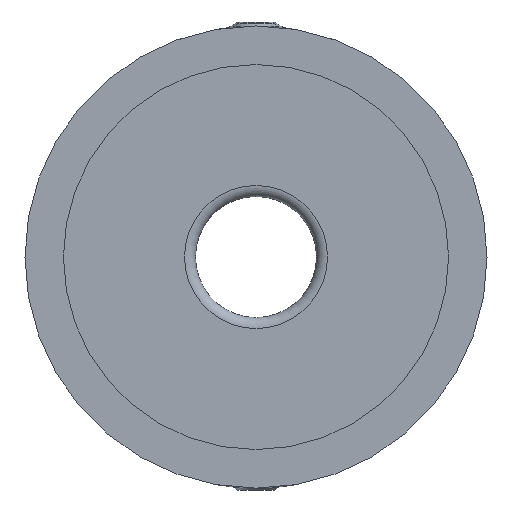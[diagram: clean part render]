
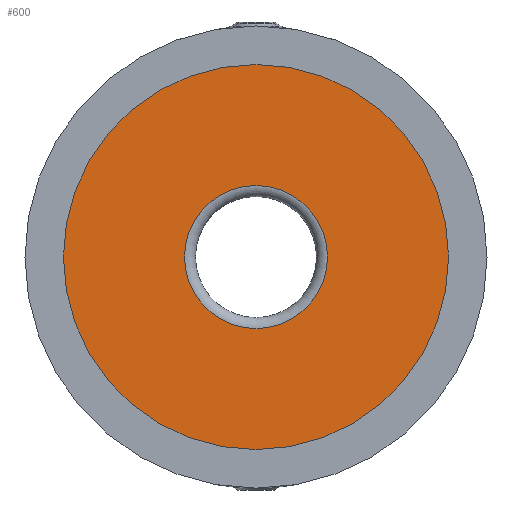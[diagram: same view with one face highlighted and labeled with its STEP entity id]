
A CAD part, front view. The second image highlights one B-rep face of the part: STEP entity #600.
In plain terms, the highlighted face is planar.
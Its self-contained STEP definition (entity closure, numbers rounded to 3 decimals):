
#62=PLANE('',#739);
#82=FACE_BOUND('',#160,.T.);
#115=FACE_OUTER_BOUND('',#159,.T.);
#159=EDGE_LOOP('',(#493));
#160=EDGE_LOOP('',(#494));
#253=CIRCLE('',#732,6.5);
#259=CIRCLE('',#740,17.5);
#299=VERTEX_POINT('',#1247);
#304=VERTEX_POINT('',#1261);
#365=EDGE_CURVE('',#299,#299,#253,.T.);
#372=EDGE_CURVE('',#304,#304,#259,.T.);
#493=ORIENTED_EDGE('',*,*,#372,.F.);
#494=ORIENTED_EDGE('',*,*,#365,.F.);
#600=ADVANCED_FACE('',(#115,#82),#62,.T.);
#732=AXIS2_PLACEMENT_3D('',#1248,#846,#847);
#739=AXIS2_PLACEMENT_3D('',#1260,#861,#862);
#740=AXIS2_PLACEMENT_3D('',#1262,#863,#864);
#846=DIRECTION('center_axis',(0.,1.,0.));
#847=DIRECTION('ref_axis',(-1.,0.,0.));
#861=DIRECTION('center_axis',(0.,1.,0.));
#862=DIRECTION('ref_axis',(0.,0.,1.));
#863=DIRECTION('center_axis',(0.,-1.,0.));
#864=DIRECTION('ref_axis',(1.,0.,0.));
#1247=CARTESIAN_POINT('',(0.,9.8,6.5));
#1248=CARTESIAN_POINT('Origin',(0.,9.8,0.));
#1260=CARTESIAN_POINT('Origin',(17.5,9.8,0.));
#1261=CARTESIAN_POINT('',(-17.5,9.8,0.));
#1262=CARTESIAN_POINT('Origin',(0.,9.8,0.));
